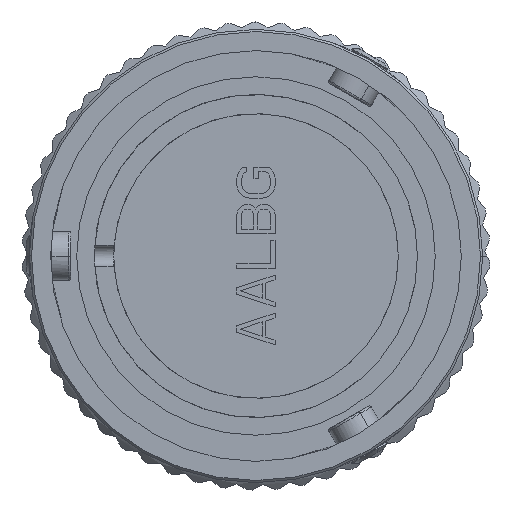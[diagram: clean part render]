
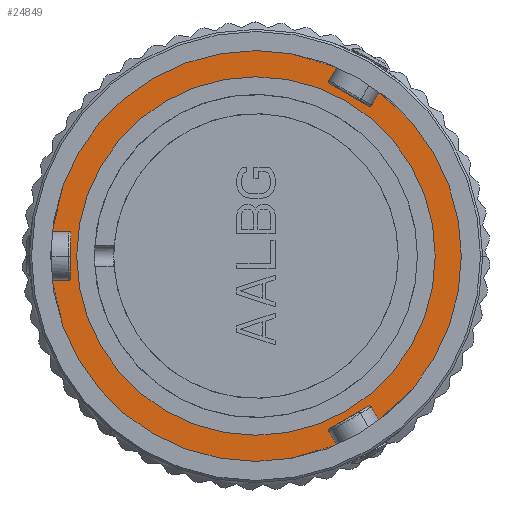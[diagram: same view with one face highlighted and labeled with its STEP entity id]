
A CAD part, left-side view. The second image highlights one B-rep face of the part: STEP entity #24849.
In plain terms, the highlighted planar face has unit normal (-1, 0, 0).
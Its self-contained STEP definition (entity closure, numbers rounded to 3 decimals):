
#3976=CARTESIAN_POINT('',(19.26,0.,0.));
#3977=DIRECTION('',(-1.,0.,0.));
#3978=DIRECTION('',(0.,-1.,-0.001));
#3979=AXIS2_PLACEMENT_3D('',#3976,#3977,#3978);
#4143=CARTESIAN_POINT('',(19.26,0.,0.));
#4144=DIRECTION('',(-1.,0.,0.));
#4145=DIRECTION('',(0.,1.,0.001));
#4146=AXIS2_PLACEMENT_3D('',#4143,#4144,#4145);
#4458=CARTESIAN_POINT('',(19.26,0.,0.));
#4459=DIRECTION('',(1.,0.,0.));
#4460=DIRECTION('',(0.,1.,0.));
#4461=AXIS2_PLACEMENT_3D('',#4458,#4459,#4460);
#4463=CARTESIAN_POINT('',(19.26,0.,0.));
#4464=DIRECTION('',(1.,0.,0.));
#4465=DIRECTION('',(0.,-1.,0.));
#4466=AXIS2_PLACEMENT_3D('',#4463,#4464,#4465);
#20007=CARTESIAN_POINT('',(19.26,16.46,0.));
#20008=CARTESIAN_POINT('',(19.26,-16.46,0.));
#20009=VERTEX_POINT('',#20007);
#20010=VERTEX_POINT('',#20008);
#20038=CARTESIAN_POINT('',(19.26,18.86,0.012));
#20039=CARTESIAN_POINT('',(19.26,-18.86,-0.012));
#20040=VERTEX_POINT('',#20038);
#20041=VERTEX_POINT('',#20039);
#24833=CARTESIAN_POINT('',(19.26,0.,0.));
#24834=DIRECTION('',(1.,0.,0.));
#24835=DIRECTION('',(0.,0.,-1.));
#24836=AXIS2_PLACEMENT_3D('',#24833,#24834,#24835);
#24837=PLANE('727',#24836);
#24839=ORIENTED_EDGE('3700',*,*,#24838,.F.);
#24840=ORIENTED_EDGE('3702',*,*,#24800,.F.);
#24841=EDGE_LOOP('727',(#24839,#24840));
#24842=FACE_OUTER_BOUND('727',#24841,.F.);
#24844=ORIENTED_EDGE('3682',*,*,#24843,.F.);
#24846=ORIENTED_EDGE('3685',*,*,#24845,.F.);
#24847=EDGE_LOOP('727',(#24844,#24846));
#24848=FACE_BOUND('727',#24847,.F.);
#3980=CIRCLE('3702',#3979,18.86);
#4147=CIRCLE('3700',#4146,18.86);
#4462=CIRCLE('3682',#4461,16.46);
#4467=CIRCLE('3685',#4466,16.46);
#24800=EDGE_CURVE('3702',#20041,#20040,#3980,.T.);
#24838=EDGE_CURVE('3700',#20040,#20041,#4147,.T.);
#24843=EDGE_CURVE('3682',#20009,#20010,#4462,.T.);
#24845=EDGE_CURVE('3685',#20010,#20009,#4467,.T.);
#24849=ADVANCED_FACE('727',(#24842,#24848),#24837,.F.);
